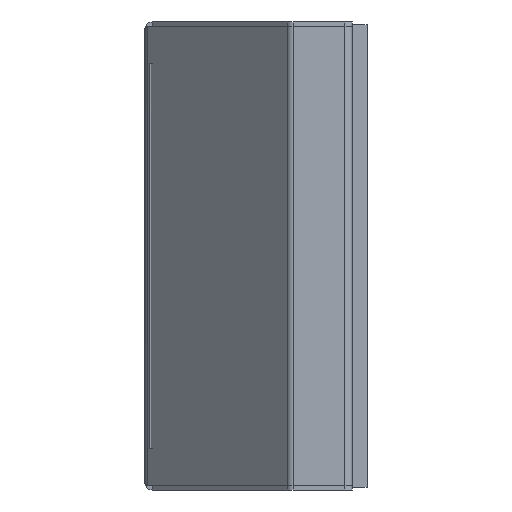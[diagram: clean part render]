
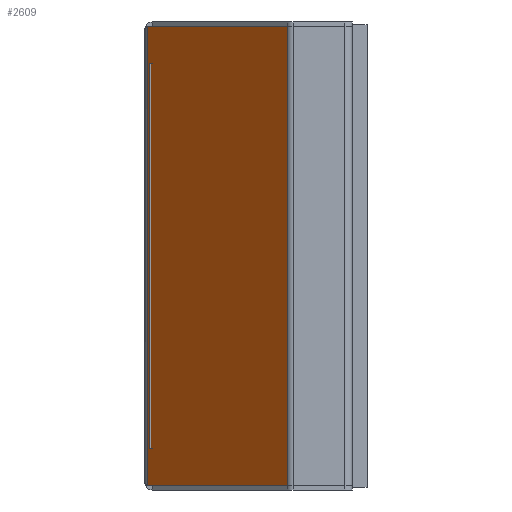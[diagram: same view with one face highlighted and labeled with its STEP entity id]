
A CAD part, left-side view. The second image highlights one B-rep face of the part: STEP entity #2609.
In plain terms, the highlighted planar face has unit normal (-0.707, 0.707, 0).
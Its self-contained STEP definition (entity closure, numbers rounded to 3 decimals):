
#256=DIRECTION('',(-0.707,-0.707,0.));
#257=VECTOR('',#256,2.5);
#258=CARTESIAN_POINT('',(-57.732,-0.732,-77.5));
#259=LINE('',#258,#257);
#260=DIRECTION('',(-0.707,-0.707,0.));
#261=VECTOR('',#260,2.5);
#262=CARTESIAN_POINT('',(-57.732,-0.732,77.5));
#263=LINE('',#262,#261);
#264=DIRECTION('',(-0.707,-0.707,0.));
#265=VECTOR('',#264,64.725);
#266=CARTESIAN_POINT('',(-59.5,-2.5,77.5));
#267=LINE('',#266,#265);
#268=DIRECTION('',(0.707,0.707,0.));
#269=VECTOR('',#268,64.725);
#270=CARTESIAN_POINT('',(-105.268,-48.268,-77.5));
#271=LINE('',#270,#269);
#272=DIRECTION('',(0.,0.,-1.));
#273=VECTOR('',#272,155.);
#274=CARTESIAN_POINT('',(-57.732,-0.732,77.5));
#275=LINE('',#274,#273);
#1721=DIRECTION('',(0.,0.,1.));
#1722=VECTOR('',#1721,155.);
#1723=CARTESIAN_POINT('',(-105.268,-48.268,-77.5));
#1724=LINE('',#1723,#1722);
#1890=CARTESIAN_POINT('',(-57.732,-0.732,77.5));
#1892=VERTEX_POINT('',#1890);
#1894=CARTESIAN_POINT('',(-105.268,-48.268,77.5));
#1896=VERTEX_POINT('',#1894);
#1986=CARTESIAN_POINT('',(-57.732,-0.732,-77.5));
#1988=VERTEX_POINT('',#1986);
#1990=CARTESIAN_POINT('',(-105.268,-48.268,-77.5));
#1991=VERTEX_POINT('',#1990);
#2080=CARTESIAN_POINT('',(-59.5,-2.5,77.5));
#2081=VERTEX_POINT('',#2080);
#2100=CARTESIAN_POINT('',(-59.5,-2.5,-77.5));
#2101=VERTEX_POINT('',#2100);
#2592=CARTESIAN_POINT('',(-57.,0.,-76.5));
#2593=DIRECTION('',(-0.707,0.707,0.));
#2594=DIRECTION('',(-0.707,-0.707,0.));
#2595=AXIS2_PLACEMENT_3D('',#2592,#2593,#2594);
#2596=PLANE('',#2595);
#2597=ORIENTED_EDGE('',*,*,#2582,.F.);
#2599=ORIENTED_EDGE('',*,*,#2598,.F.);
#2601=ORIENTED_EDGE('',*,*,#2600,.T.);
#2603=ORIENTED_EDGE('',*,*,#2602,.T.);
#2605=ORIENTED_EDGE('',*,*,#2604,.F.);
#2606=ORIENTED_EDGE('',*,*,#2557,.T.);
#2607=EDGE_LOOP('',(#2597,#2599,#2601,#2603,#2605,#2606));
#2608=FACE_OUTER_BOUND('',#2607,.F.);
#2609=ADVANCED_FACE('',(#2608),#2596,.T.);
#2557=EDGE_CURVE('',#1991,#2101,#271,.T.);
#2582=EDGE_CURVE('',#1988,#2101,#259,.T.);
#2598=EDGE_CURVE('',#1892,#1988,#275,.T.);
#2600=EDGE_CURVE('',#1892,#2081,#263,.T.);
#2602=EDGE_CURVE('',#2081,#1896,#267,.T.);
#2604=EDGE_CURVE('',#1991,#1896,#1724,.T.);
